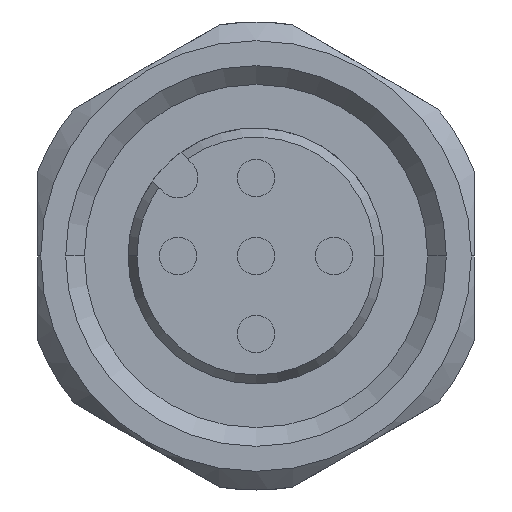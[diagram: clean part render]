
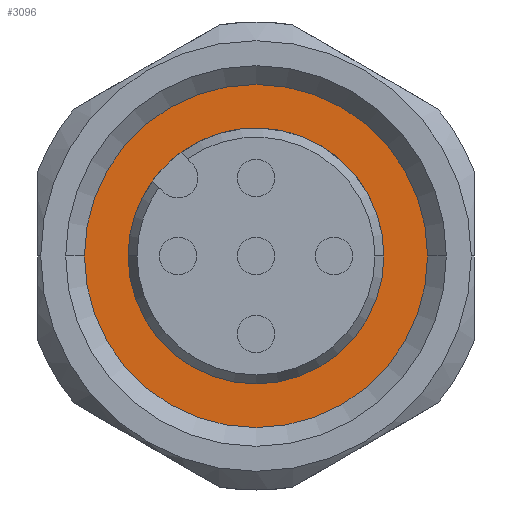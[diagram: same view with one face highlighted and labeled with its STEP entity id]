
A CAD part, left-side view. The second image highlights one B-rep face of the part: STEP entity #3096.
In plain terms, the highlighted planar face has unit normal (-1, 0, 0).
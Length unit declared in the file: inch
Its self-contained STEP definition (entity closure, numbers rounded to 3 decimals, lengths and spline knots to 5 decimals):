
#557 = CIRCLE ( 'NONE', #3832, 0.16142 ) ;
#643 = VERTEX_POINT ( 'NONE', #2956 ) ;
#675 = VERTEX_POINT ( 'NONE', #2174 ) ;
#982 = EDGE_LOOP ( 'NONE', ( #1055, #3600 ) ) ;
#1055 = ORIENTED_EDGE ( 'NONE', *, *, #3959, .T. ) ;
#1170 = DIRECTION ( 'NONE',  ( 0., -1., 0. ) ) ;
#1289 = DIRECTION ( 'NONE',  ( 0., -1., 0. ) ) ;
#1308 = DIRECTION ( 'NONE',  ( 1., 0., 0. ) ) ;
#1395 = EDGE_LOOP ( 'NONE', ( #2191, #2038 ) ) ;
#1439 = FACE_OUTER_BOUND ( 'NONE', #982, .T. ) ;
#1637 = EDGE_CURVE ( 'NONE', #675, #3581, #3183, .T. ) ;
#1906 = EDGE_CURVE ( 'NONE', #643, #2544, #2676, .T. ) ;
#2038 = ORIENTED_EDGE ( 'NONE', *, *, #1906, .T. ) ;
#2132 = DIRECTION ( 'NONE',  ( -1., 0., 0. ) ) ;
#2152 = AXIS2_PLACEMENT_3D ( 'NONE', #4552, #2808, #3153 ) ;
#2174 = CARTESIAN_POINT ( 'NONE',  ( -0.16535, 0.21654, 0. ) ) ;
#2191 = ORIENTED_EDGE ( 'NONE', *, *, #2490, .T. ) ;
#2258 = DIRECTION ( 'NONE',  ( 1., 0., 0. ) ) ;
#2335 = CARTESIAN_POINT ( 'NONE',  ( -0.16535, 0., 0. ) ) ;
#2357 = CARTESIAN_POINT ( 'NONE',  ( -0.16535, -0.16142, 0. ) ) ;
#2490 = EDGE_CURVE ( 'NONE', #2544, #643, #557, .T. ) ;
#2526 = CARTESIAN_POINT ( 'NONE',  ( -0.16535, 0., 0. ) ) ;
#2544 = VERTEX_POINT ( 'NONE', #2357 ) ;
#2557 = DIRECTION ( 'NONE',  ( -1., 0., 0. ) ) ;
#2676 = CIRCLE ( 'NONE', #4414, 0.16142 ) ;
#2808 = DIRECTION ( 'NONE',  ( -1., 0., 0. ) ) ;
#2869 = DIRECTION ( 'NONE',  ( 0., -1., 0. ) ) ;
#2956 = CARTESIAN_POINT ( 'NONE',  ( -0.16535, 0.16142, 0. ) ) ;
#2992 = CARTESIAN_POINT ( 'NONE',  ( -0.16535, 0., 0. ) ) ;
#3096 = ADVANCED_FACE ( 'NONE', ( #1439, #3207 ), #3134, .T. ) ;
#3134 = PLANE ( 'NONE',  #2152 ) ;
#3153 = DIRECTION ( 'NONE',  ( 0., 0., 1. ) ) ;
#3183 = CIRCLE ( 'NONE', #3236, 0.21654 ) ;
#3207 = FACE_BOUND ( 'NONE', #1395, .T. ) ;
#3236 = AXIS2_PLACEMENT_3D ( 'NONE', #2992, #2132, #1170 ) ;
#3461 = CIRCLE ( 'NONE', #4339, 0.21654 ) ;
#3581 = VERTEX_POINT ( 'NONE', #3736 ) ;
#3600 = ORIENTED_EDGE ( 'NONE', *, *, #1637, .T. ) ;
#3736 = CARTESIAN_POINT ( 'NONE',  ( -0.16535, -0.21654, 0. ) ) ;
#3832 = AXIS2_PLACEMENT_3D ( 'NONE', #4156, #2258, #4119 ) ;
#3959 = EDGE_CURVE ( 'NONE', #3581, #675, #3461, .T. ) ;
#4119 = DIRECTION ( 'NONE',  ( 0., -1., 0. ) ) ;
#4156 = CARTESIAN_POINT ( 'NONE',  ( -0.16535, 0., 0. ) ) ;
#4339 = AXIS2_PLACEMENT_3D ( 'NONE', #2526, #2557, #2869 ) ;
#4414 = AXIS2_PLACEMENT_3D ( 'NONE', #2335, #1308, #1289 ) ;
#4552 = CARTESIAN_POINT ( 'NONE',  ( -0.16535, 0., -0.18898 ) ) ;
